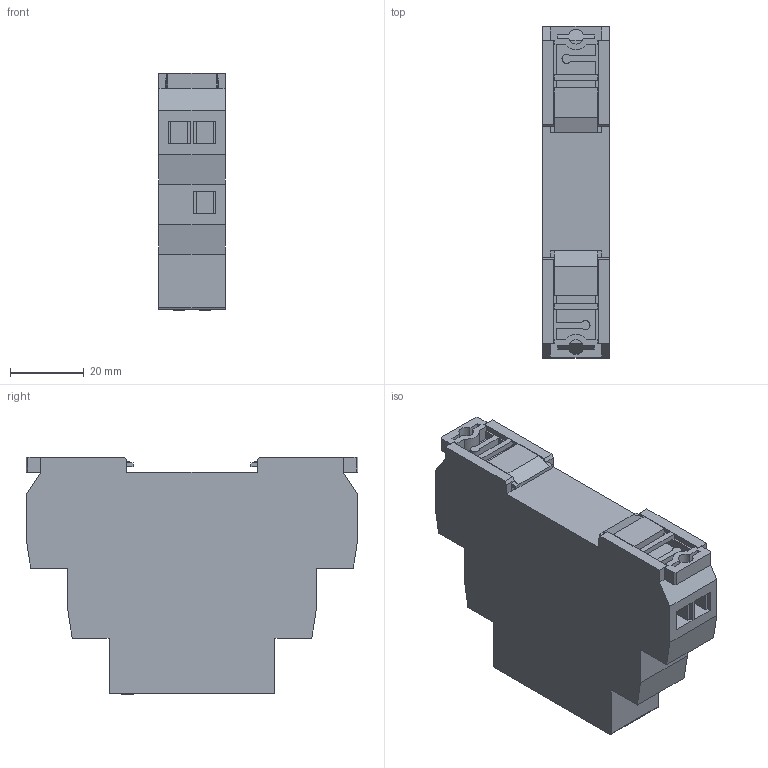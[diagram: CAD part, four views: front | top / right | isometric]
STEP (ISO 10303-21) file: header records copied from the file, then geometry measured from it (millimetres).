
FILE_DESCRIPTION (( 'STEP AP203' ), '1' );
FILE_NAME ('ORV-01-AD110-240 Ðåëå íàïðÿæåíèÿ ORV. 1ô 110-240 Â AC_DC IEK.STEP', '2017-12-25T13:03:00', ( '' ), ( '' ), 'SwSTEP 2.0', 'SolidWorks 2014', '' );
FILE_SCHEMA (( 'CONFIG_CONTROL_DESIGN' ));
Length unit declared in the file: millimetre
Products named in the file (1): ORV-01-AD110-240 Ðåëå íàïðÿæåíèÿ ORV. 1ô 110-240 Â AC_DC IEK
Bounding box: 18 x 90 x 64.3 mm (x, y, z)
Volume: 77304.4 mm3; surface area: 17978.5 mm2
Topology: 1 solids, 2 shells, 536 faces, 1476 edges, 975 vertices
Faces by surface type: plane 469, bspline 30, cylinder 27, torus 10
Full cylindrical faces by diameter (mm): 1.38 x1, 3.095 x2, 4.3 x5, 5 x4
Entity records: 18396 total; most frequent: CARTESIAN_POINT 4924, ORIENTED_EDGE 2906, DIRECTION 2471, EDGE_CURVE 1453, VECTOR 1289, LINE 1289, VERTEX_POINT 964, EDGE_LOOP 595
